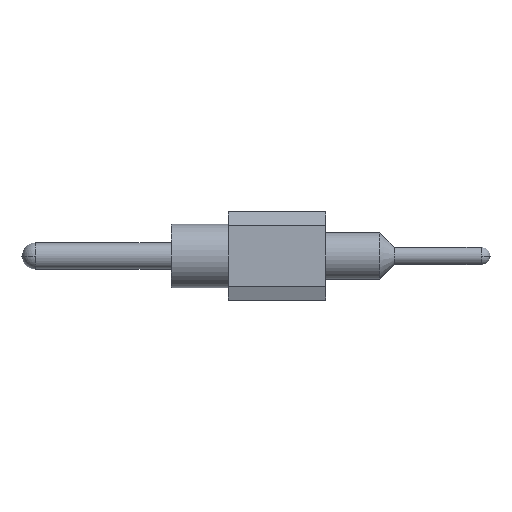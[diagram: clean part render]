
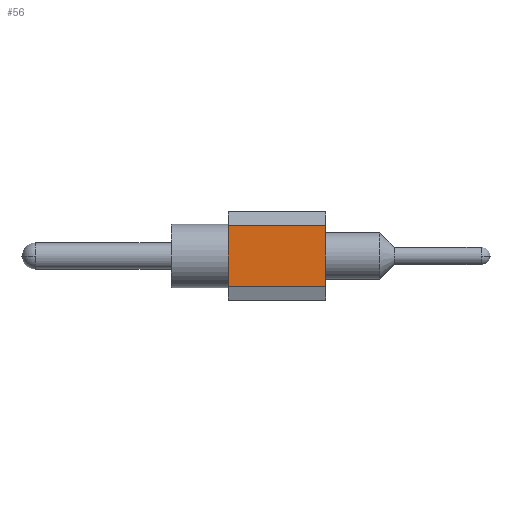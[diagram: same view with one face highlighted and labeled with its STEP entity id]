
A CAD part, left-side view. The second image highlights one B-rep face of the part: STEP entity #56.
In plain terms, the highlighted planar face has unit normal (-1, 0, 0).
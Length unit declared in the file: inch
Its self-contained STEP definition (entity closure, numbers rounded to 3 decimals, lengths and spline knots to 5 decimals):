
#56 = ADVANCED_FACE ( 'NONE', ( #2216 ), #3404, .T. ) ;
#94 = LINE ( 'NONE', #2441, #3703 ) ;
#194 = CARTESIAN_POINT ( 'NONE',  ( -0.01203, -0.11, -0.08425 ) ) ;
#195 = EDGE_CURVE ( 'NONE', #3320, #2738, #2873, .T. ) ;
#242 = LINE ( 'NONE', #258, #1792 ) ;
#258 = CARTESIAN_POINT ( 'NONE',  ( -0.01203, 0., -0.08425 ) ) ;
#420 = ORIENTED_EDGE ( 'NONE', *, *, #1977, .T. ) ;
#541 = VECTOR ( 'NONE', #2661, 39.37008 ) ;
#553 = EDGE_CURVE ( 'NONE', #2266, #1741, #94, .T. ) ;
#577 = EDGE_LOOP ( 'NONE', ( #655, #3694, #420, #1617 ) ) ;
#655 = ORIENTED_EDGE ( 'NONE', *, *, #1865, .F. ) ;
#734 = CARTESIAN_POINT ( 'NONE',  ( -0.01203, -0.11, -0.08425 ) ) ;
#1099 = VECTOR ( 'NONE', #3774, 39.37008 ) ;
#1182 = LINE ( 'NONE', #2408, #541 ) ;
#1328 = DIRECTION ( 'NONE',  ( -1., 0., 0. ) ) ;
#1564 = CARTESIAN_POINT ( 'NONE',  ( -0.01203, 0., -0.08425 ) ) ;
#1617 = ORIENTED_EDGE ( 'NONE', *, *, #195, .T. ) ;
#1741 = VERTEX_POINT ( 'NONE', #1564 ) ;
#1792 = VECTOR ( 'NONE', #3522, 39.37008 ) ;
#1865 = EDGE_CURVE ( 'NONE', #1741, #2738, #242, .T. ) ;
#1878 = CARTESIAN_POINT ( 'NONE',  ( -0.01203, -0.11, -0.01575 ) ) ;
#1977 = EDGE_CURVE ( 'NONE', #2266, #3320, #1182, .T. ) ;
#2216 = FACE_OUTER_BOUND ( 'NONE', #577, .T. ) ;
#2266 = VERTEX_POINT ( 'NONE', #194 ) ;
#2408 = CARTESIAN_POINT ( 'NONE',  ( -0.01203, -0.11, -0.08425 ) ) ;
#2441 = CARTESIAN_POINT ( 'NONE',  ( -0.01203, -0.11, -0.08425 ) ) ;
#2519 = DIRECTION ( 'NONE',  ( 0., 0., 1. ) ) ;
#2576 = CARTESIAN_POINT ( 'NONE',  ( -0.01203, -0.11, -0.01575 ) ) ;
#2661 = DIRECTION ( 'NONE',  ( 0., 0., 1. ) ) ;
#2738 = VERTEX_POINT ( 'NONE', #3349 ) ;
#2873 = LINE ( 'NONE', #2576, #1099 ) ;
#3320 = VERTEX_POINT ( 'NONE', #1878 ) ;
#3349 = CARTESIAN_POINT ( 'NONE',  ( -0.01203, 0., -0.01575 ) ) ;
#3404 = PLANE ( 'NONE',  #3720 ) ;
#3522 = DIRECTION ( 'NONE',  ( 0., 0., 1. ) ) ;
#3692 = DIRECTION ( 'NONE',  ( 0., 1., 0. ) ) ;
#3694 = ORIENTED_EDGE ( 'NONE', *, *, #553, .F. ) ;
#3703 = VECTOR ( 'NONE', #3692, 39.37008 ) ;
#3720 = AXIS2_PLACEMENT_3D ( 'NONE', #734, #1328, #2519 ) ;
#3774 = DIRECTION ( 'NONE',  ( 0., 1., 0. ) ) ;
